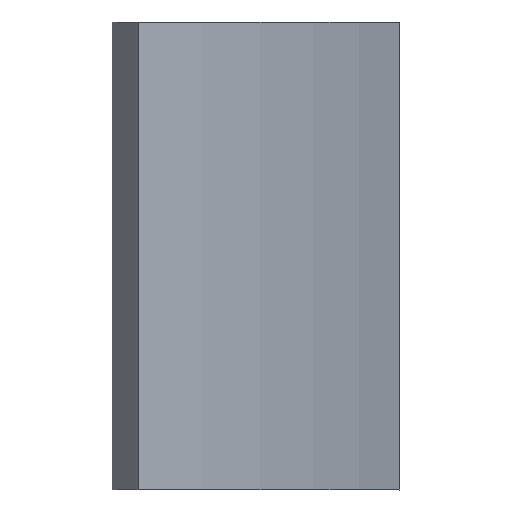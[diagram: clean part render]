
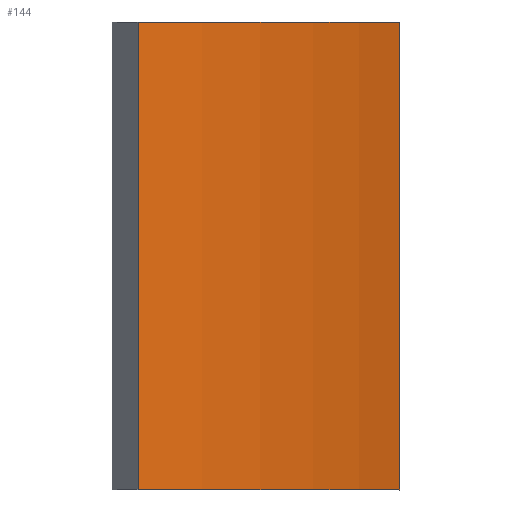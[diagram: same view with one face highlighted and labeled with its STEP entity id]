
A CAD part, top view. The second image highlights one B-rep face of the part: STEP entity #144.
In plain terms, the highlighted cylindrical face has radius 203.2 mm (diameter 406.4 mm), a partial arc.
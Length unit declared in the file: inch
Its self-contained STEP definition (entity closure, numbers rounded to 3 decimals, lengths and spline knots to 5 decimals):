
#16=LINE('',#249,#24);
#22=LINE('',#264,#30);
#24=VECTOR('',#206,0.3937);
#30=VECTOR('',#220,0.3937);
#48=FACE_OUTER_BOUND('',#60,.T.);
#60=EDGE_LOOP('',(#119,#120,#121,#122));
#71=CIRCLE('',#181,8.);
#72=CIRCLE('',#182,8.);
#78=VERTEX_POINT('',#246);
#79=VERTEX_POINT('',#248);
#83=VERTEX_POINT('',#260);
#84=VERTEX_POINT('',#262);
#90=EDGE_CURVE('',#78,#79,#16,.T.);
#98=EDGE_CURVE('',#83,#84,#22,.T.);
#99=EDGE_CURVE('',#78,#83,#71,.T.);
#100=EDGE_CURVE('',#79,#84,#72,.T.);
#119=ORIENTED_EDGE('',*,*,#99,.T.);
#120=ORIENTED_EDGE('',*,*,#98,.T.);
#121=ORIENTED_EDGE('',*,*,#100,.F.);
#122=ORIENTED_EDGE('',*,*,#90,.F.);
#136=CYLINDRICAL_SURFACE('',#180,8.);
#144=ADVANCED_FACE('',(#48),#136,.T.);
#180=AXIS2_PLACEMENT_3D('',#265,#221,#222);
#181=AXIS2_PLACEMENT_3D('',#266,#223,#224);
#182=AXIS2_PLACEMENT_3D('',#267,#225,#226);
#206=DIRECTION('',(0.,1.,0.));
#220=DIRECTION('',(0.,1.,0.));
#221=DIRECTION('center_axis',(0.,1.,0.));
#222=DIRECTION('ref_axis',(0.661,0.,0.75));
#223=DIRECTION('center_axis',(0.,1.,0.));
#224=DIRECTION('ref_axis',(0.661,0.,0.75));
#225=DIRECTION('center_axis',(0.,1.,0.));
#226=DIRECTION('ref_axis',(0.661,0.,0.75));
#246=CARTESIAN_POINT('',(6.2915,0.,6.));
#248=CARTESIAN_POINT('',(6.2915,3.5,6.));
#249=CARTESIAN_POINT('',(6.2915,0.,6.));
#260=CARTESIAN_POINT('',(8.25252,0.,3.37653));
#262=CARTESIAN_POINT('',(8.25252,3.5,3.37653));
#264=CARTESIAN_POINT('',(8.25252,0.,3.37653));
#265=CARTESIAN_POINT('Origin',(1.,0.,0.));
#266=CARTESIAN_POINT('Origin',(1.,0.,0.));
#267=CARTESIAN_POINT('Origin',(1.,3.5,0.));
